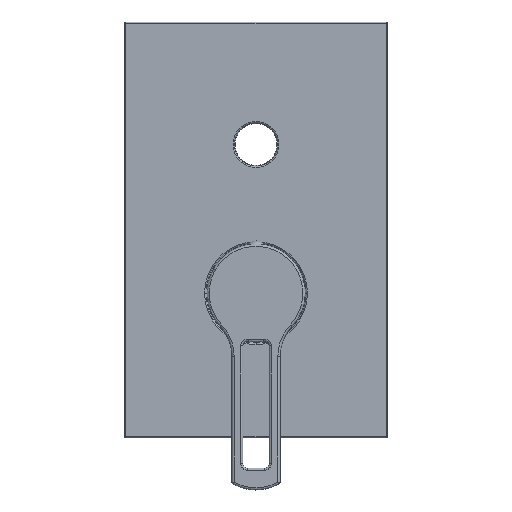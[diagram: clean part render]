
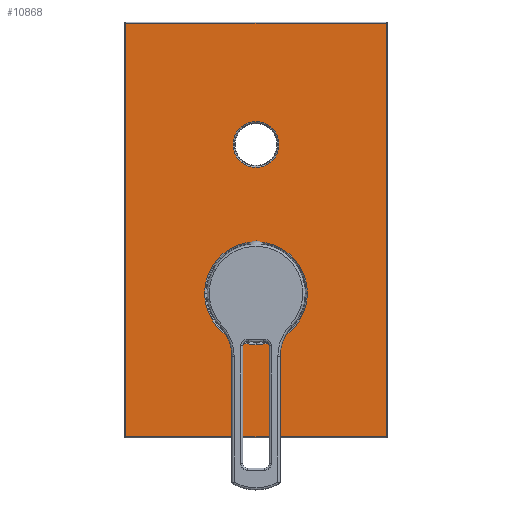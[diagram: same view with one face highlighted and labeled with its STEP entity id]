
A CAD part, top view. The second image highlights one B-rep face of the part: STEP entity #10868.
In plain terms, the highlighted planar face has unit normal (0, 0, 1).
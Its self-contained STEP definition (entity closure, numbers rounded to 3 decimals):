
#9654=DIRECTION('',(-1.,0.,0.));
#9655=VECTOR('',#9654,119.);
#9656=CARTESIAN_POINT('',(59.5,123.5,-2.));
#9657=LINE('',#9656,#9655);
#9658=DIRECTION('',(0.,1.,0.));
#9659=VECTOR('',#9658,189.);
#9660=CARTESIAN_POINT('',(59.5,-65.5,-2.));
#9661=LINE('',#9660,#9659);
#9662=DIRECTION('',(1.,0.,0.));
#9663=VECTOR('',#9662,119.);
#9664=CARTESIAN_POINT('',(-59.5,-65.5,-2.));
#9665=LINE('',#9664,#9663);
#9666=DIRECTION('',(0.,-1.,0.));
#9667=VECTOR('',#9666,189.);
#9668=CARTESIAN_POINT('',(-59.5,123.5,-2.));
#9669=LINE('',#9668,#9667);
#9670=CARTESIAN_POINT('',(0.,0.,-2.));
#9671=DIRECTION('',(0.,0.,-1.));
#9672=DIRECTION('',(1.,0.,0.));
#9673=AXIS2_PLACEMENT_3D('',#9670,#9671,#9672);
#9675=CARTESIAN_POINT('',(0.,0.,-2.));
#9676=DIRECTION('',(0.,0.,-1.));
#9677=DIRECTION('',(-1.,0.,0.));
#9678=AXIS2_PLACEMENT_3D('',#9675,#9676,#9677);
#9680=CARTESIAN_POINT('',(0.,68.,-2.));
#9681=DIRECTION('',(0.,0.,-1.));
#9682=DIRECTION('',(-1.,0.,0.));
#9683=AXIS2_PLACEMENT_3D('',#9680,#9681,#9682);
#9685=CARTESIAN_POINT('',(0.,68.,-2.));
#9686=DIRECTION('',(0.,0.,-1.));
#9687=DIRECTION('',(1.,0.,0.));
#9688=AXIS2_PLACEMENT_3D('',#9685,#9686,#9687);
#10485=CARTESIAN_POINT('',(59.5,123.5,-2.));
#10486=CARTESIAN_POINT('',(-59.5,123.5,-2.));
#10487=VERTEX_POINT('',#10485);
#10488=VERTEX_POINT('',#10486);
#10493=CARTESIAN_POINT('',(-59.5,-65.5,-2.));
#10494=VERTEX_POINT('',#10493);
#10499=CARTESIAN_POINT('',(59.5,-65.5,-2.));
#10500=VERTEX_POINT('',#10499);
#10505=CARTESIAN_POINT('',(23.5,0.,-2.));
#10506=CARTESIAN_POINT('',(-23.5,0.,-2.));
#10507=VERTEX_POINT('',#10505);
#10508=VERTEX_POINT('',#10506);
#10513=CARTESIAN_POINT('',(-10.5,68.,-2.));
#10514=CARTESIAN_POINT('',(10.5,68.,-2.));
#10515=VERTEX_POINT('',#10513);
#10516=VERTEX_POINT('',#10514);
#10842=CARTESIAN_POINT('',(0.,29.,-2.));
#10843=DIRECTION('',(0.,0.,1.));
#10844=DIRECTION('',(1.,0.,0.));
#10845=AXIS2_PLACEMENT_3D('',#10842,#10843,#10844);
#10846=PLANE('',#10845);
#10848=ORIENTED_EDGE('',*,*,#10847,.F.);
#10850=ORIENTED_EDGE('',*,*,#10849,.F.);
#10852=ORIENTED_EDGE('',*,*,#10851,.F.);
#10854=ORIENTED_EDGE('',*,*,#10853,.F.);
#10855=EDGE_LOOP('',(#10848,#10850,#10852,#10854));
#10856=FACE_OUTER_BOUND('',#10855,.F.);
#10858=ORIENTED_EDGE('',*,*,#10857,.F.);
#10860=ORIENTED_EDGE('',*,*,#10859,.F.);
#10861=EDGE_LOOP('',(#10858,#10860));
#10862=FACE_BOUND('',#10861,.F.);
#10864=ORIENTED_EDGE('',*,*,#10863,.F.);
#10865=ORIENTED_EDGE('',*,*,#10825,.F.);
#10866=EDGE_LOOP('',(#10864,#10865));
#10867=FACE_BOUND('',#10866,.F.);
#10868=ADVANCED_FACE('',(#10856,#10862,#10867),#10846,.T.);
#9674=CIRCLE('',#9673,23.5);
#9679=CIRCLE('',#9678,23.5);
#9684=CIRCLE('',#9683,10.5);
#9689=CIRCLE('',#9688,10.5);
#10825=EDGE_CURVE('',#10516,#10515,#9689,.T.);
#10847=EDGE_CURVE('',#10487,#10488,#9657,.T.);
#10849=EDGE_CURVE('',#10500,#10487,#9661,.T.);
#10851=EDGE_CURVE('',#10494,#10500,#9665,.T.);
#10853=EDGE_CURVE('',#10488,#10494,#9669,.T.);
#10857=EDGE_CURVE('',#10507,#10508,#9674,.T.);
#10859=EDGE_CURVE('',#10508,#10507,#9679,.T.);
#10863=EDGE_CURVE('',#10515,#10516,#9684,.T.);
